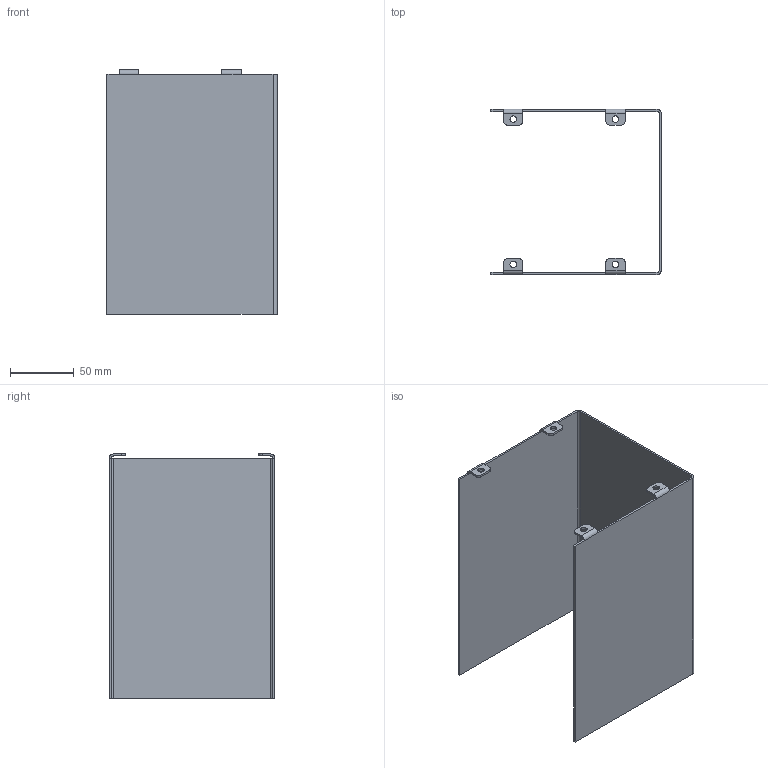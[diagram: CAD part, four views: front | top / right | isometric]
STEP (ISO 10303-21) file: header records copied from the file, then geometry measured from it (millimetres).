
FILE_DESCRIPTION(/* description */ (''),/* implementation_level */ '2;1');
FILE_NAME(/* name */ 'CPU Duct V1.step',/* time_stamp */ '2018-10-31T12:17:41-06:00',/* author */ (''),/* organization */ (''),/* preprocessor_version */ 'ST-DEVELOPER v17.2',/* originating_system */ 'Autodesk Translation Framework v7.6.0.251',/* authorisation */ '');
FILE_SCHEMA (('AUTOMOTIVE_DESIGN { 1 0 10303 214 3 1 1 }'));
Length unit declared in the file: millimetre
Products named in the file (1): CPU Duct
Bounding box: 133.2 x 129.4 x 191 mm (x, y, z)
Volume: 118448.7 mm3; surface area: 150164.9 mm2
Topology: 1 solids, 1 shells, 62 faces, 160 edges, 100 vertices
Faces by surface type: plane 38, cylinder 24
Full cylindrical faces by diameter (mm): 5.1 x4
Entity records: 1932 total; most frequent: DIRECTION 338, CARTESIAN_POINT 323, ORIENTED_EDGE 320, EDGE_CURVE 160, AXIS2_PLACEMENT_3D 115, LINE 108, VECTOR 108, VERTEX_POINT 100
